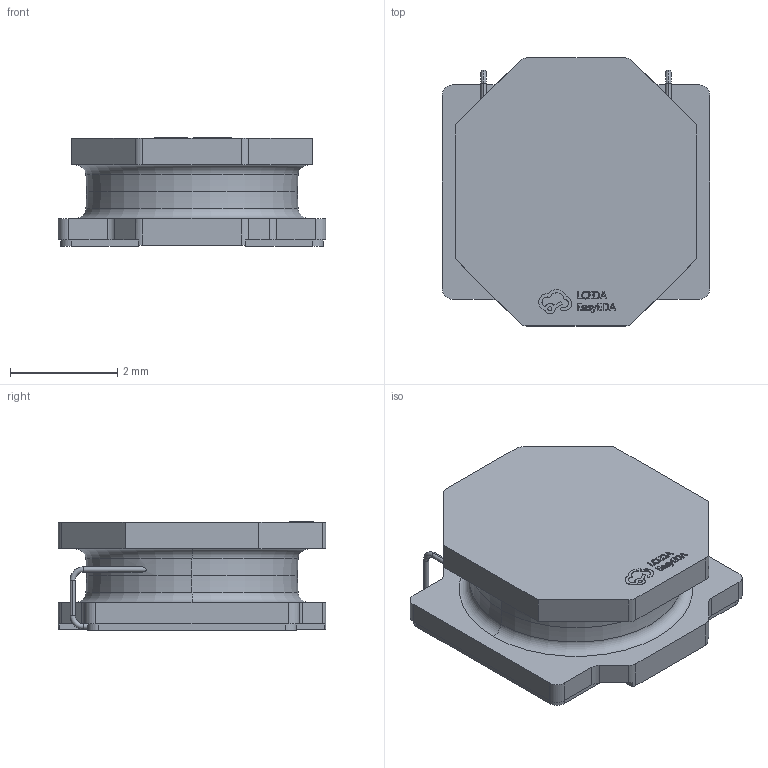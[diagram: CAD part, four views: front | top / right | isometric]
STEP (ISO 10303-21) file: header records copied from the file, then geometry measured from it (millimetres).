
FILE_DESCRIPTION (( 'STEP AP214' ), '1' );
FILE_NAME ('IND-SMD_2P-L5.0-W5.0.STEP', '2024-06-26T00:13:43', ( 'PC' ), ( 'Microsoft' ), 'SwSTEP 2.0', 'SolidWorks 2020', '' );
FILE_SCHEMA (( 'AUTOMOTIVE_DESIGN' ));
Length unit declared in the file: millimetre
Products named in the file (1): IND-SMD_2P-L5.0-W5.0
Bounding box: 5 x 5 x 2.03 mm (x, y, z)
Volume: 33.5 mm3; surface area: 113.3 mm2
Topology: 16 solids, 16 shells, 321 faces, 853 edges, 564 vertices
Faces by surface type: plane 175, bspline 98, cylinder 32, torus 16
Entity records: 14221 total; most frequent: CARTESIAN_POINT 3093, ORIENTED_EDGE 1706, DIRECTION 1199, EDGE_CURVE 853, VERTEX_POINT 564, VECTOR 547, LINE 547, UNCERTAINTY_MEASURE_WITH_UNIT 339
